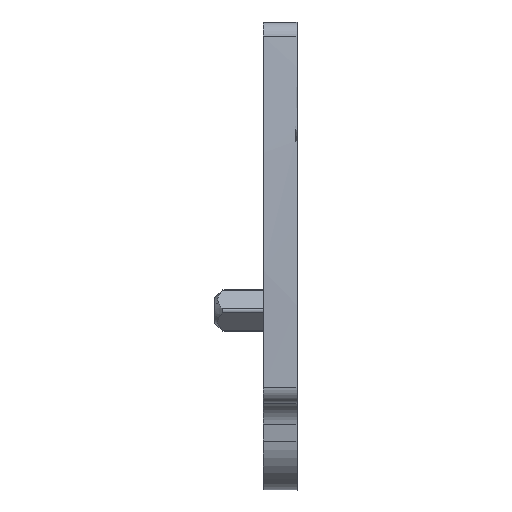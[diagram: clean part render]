
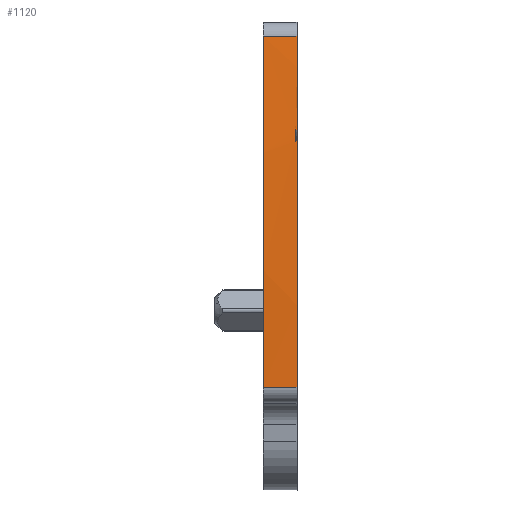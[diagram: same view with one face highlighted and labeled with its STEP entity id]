
A CAD part, front view. The second image highlights one B-rep face of the part: STEP entity #1120.
In plain terms, the highlighted cylindrical face has radius 154.9 mm (diameter 309.8 mm), a partial arc.
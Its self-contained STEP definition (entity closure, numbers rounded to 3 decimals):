
#283=AXIS2_PLACEMENT_3D('Circle Axis2P3D',#281,#282,$) ;
#1068=AXIS2_PLACEMENT_3D('Cylinder Axis2P3D',#1065,#1066,#1067) ;
#1072=AXIS2_PLACEMENT_3D('Circle Axis2P3D',#1070,#1071,$) ;
#1086=AXIS2_PLACEMENT_3D('Circle Axis2P3D',#1084,#1085,$) ;
#1100=AXIS2_PLACEMENT_3D('Circle Axis2P3D',#1098,#1099,$) ;
#278=CARTESIAN_POINT('Vertex',(3.,0.042,6.377)) ;
#281=CARTESIAN_POINT('Axis2P3D Location',(3.,154.9,10.)) ;
#285=CARTESIAN_POINT('Vertex',(3.,1.075,28.218)) ;
#1046=CARTESIAN_POINT('Line Origine',(4.05,0.042,6.377)) ;
#1050=CARTESIAN_POINT('Vertex',(5.1,0.042,6.377)) ;
#1065=CARTESIAN_POINT('Axis2P3D Location',(4.05,154.9,10.)) ;
#1070=CARTESIAN_POINT('Axis2P3D Location',(5.1,154.9,10.)) ;
#1074=CARTESIAN_POINT('Vertex',(5.1,1.075,28.218)) ;
#1076=CARTESIAN_POINT('Vertex',(5.1,0.497,22.4)) ;
#1079=CARTESIAN_POINT('Line Origine',(4.05,1.075,28.218)) ;
#1084=CARTESIAN_POINT('Axis2P3D Location',(5.1,154.9,10.)) ;
#1088=CARTESIAN_POINT('Vertex',(5.1,0.442,21.7)) ;
#1091=CARTESIAN_POINT('Line Origine',(4.05,0.442,21.7)) ;
#1095=CARTESIAN_POINT('Vertex',(5.,0.442,21.7)) ;
#1098=CARTESIAN_POINT('Axis2P3D Location',(5.,154.9,10.)) ;
#1102=CARTESIAN_POINT('Vertex',(5.,0.497,22.4)) ;
#1105=CARTESIAN_POINT('Line Origine',(4.05,0.497,22.4)) ;
#282=DIRECTION('Axis2P3D Direction',(1.,0.,0.)) ;
#1047=DIRECTION('Vector Direction',(1.,0.,0.)) ;
#1066=DIRECTION('Axis2P3D Direction',(1.,0.,0.)) ;
#1067=DIRECTION('Axis2P3D XDirection',(0.,-0.993,0.118)) ;
#1071=DIRECTION('Axis2P3D Direction',(1.,0.,0.)) ;
#1080=DIRECTION('Vector Direction',(1.,0.,0.)) ;
#1085=DIRECTION('Axis2P3D Direction',(1.,0.,0.)) ;
#1092=DIRECTION('Vector Direction',(1.,0.,0.)) ;
#1099=DIRECTION('Axis2P3D Direction',(1.,0.,0.)) ;
#1106=DIRECTION('Vector Direction',(1.,0.,0.)) ;
#1048=VECTOR('Line Direction',#1047,1.) ;
#1081=VECTOR('Line Direction',#1080,1.) ;
#1093=VECTOR('Line Direction',#1092,1.) ;
#1107=VECTOR('Line Direction',#1106,1.) ;
#1111=ORIENTED_EDGE('',*,*,#1078,.F.) ;
#1112=ORIENTED_EDGE('',*,*,#1083,.F.) ;
#1113=ORIENTED_EDGE('',*,*,#287,.T.) ;
#1114=ORIENTED_EDGE('',*,*,#1052,.T.) ;
#1115=ORIENTED_EDGE('',*,*,#1090,.F.) ;
#1116=ORIENTED_EDGE('',*,*,#1097,.T.) ;
#1117=ORIENTED_EDGE('',*,*,#1104,.F.) ;
#1118=ORIENTED_EDGE('',*,*,#1109,.F.) ;
#1120=ADVANCED_FACE('AEP_DT_2-5_3C',(#1119),#1069,.T.) ;
#284=CIRCLE('generated circle',#283,154.9) ;
#1073=CIRCLE('generated circle',#1072,154.9) ;
#1087=CIRCLE('generated circle',#1086,154.9) ;
#1101=CIRCLE('generated circle',#1100,154.9) ;
#1069=CYLINDRICAL_SURFACE('generated cylinder',#1068,154.9) ;
#287=EDGE_CURVE('',#286,#279,#284,.T.) ;
#1052=EDGE_CURVE('',#279,#1051,#1049,.T.) ;
#1078=EDGE_CURVE('',#1075,#1077,#1073,.T.) ;
#1083=EDGE_CURVE('',#286,#1075,#1082,.T.) ;
#1090=EDGE_CURVE('',#1089,#1051,#1087,.T.) ;
#1097=EDGE_CURVE('',#1089,#1096,#1094,.F.) ;
#1104=EDGE_CURVE('',#1103,#1096,#1101,.T.) ;
#1109=EDGE_CURVE('',#1077,#1103,#1108,.F.) ;
#1110=EDGE_LOOP('',(#1111,#1112,#1113,#1114,#1115,#1116,#1117,#1118)) ;
#1119=FACE_OUTER_BOUND('',#1110,.T.) ;
#1049=LINE('Line',#1046,#1048) ;
#1082=LINE('Line',#1079,#1081) ;
#1094=LINE('Line',#1091,#1093) ;
#1108=LINE('Line',#1105,#1107) ;
#279=VERTEX_POINT('',#278) ;
#286=VERTEX_POINT('',#285) ;
#1051=VERTEX_POINT('',#1050) ;
#1075=VERTEX_POINT('',#1074) ;
#1077=VERTEX_POINT('',#1076) ;
#1089=VERTEX_POINT('',#1088) ;
#1096=VERTEX_POINT('',#1095) ;
#1103=VERTEX_POINT('',#1102) ;
